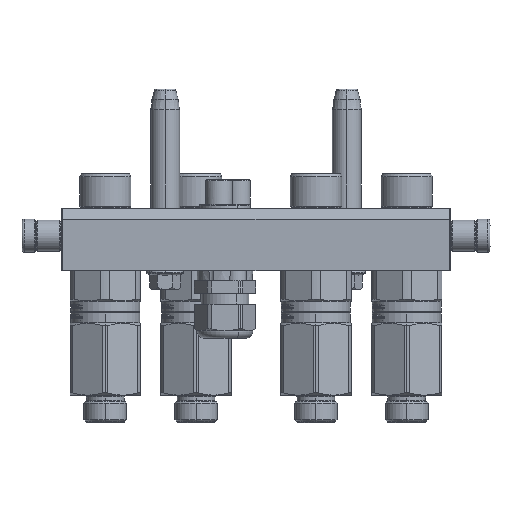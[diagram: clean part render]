
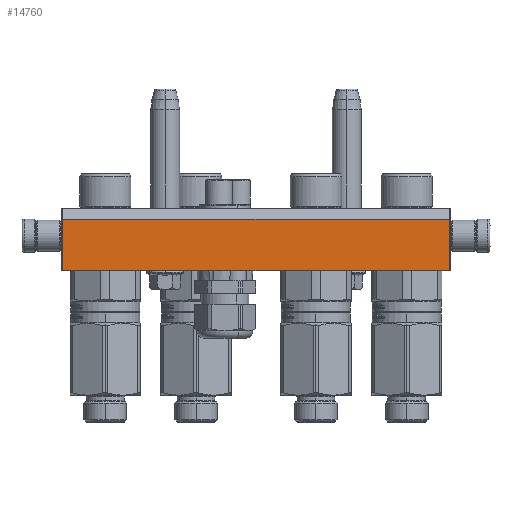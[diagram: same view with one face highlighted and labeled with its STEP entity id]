
A CAD part, left-side view. The second image highlights one B-rep face of the part: STEP entity #14760.
In plain terms, the highlighted face is planar.
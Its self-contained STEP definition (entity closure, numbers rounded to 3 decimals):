
#1012 = CARTESIAN_POINT ( 'NONE',  ( -93.5, -10., -45. ) ) ;
#3565 = ORIENTED_EDGE ( 'NONE', *, *, #36301, .F. ) ;
#4347 = EDGE_CURVE ( 'NONE', #48255, #60370, #22872, .T. ) ;
#4565 = PLANE ( 'NONE',  #55018 ) ;
#7644 = CARTESIAN_POINT ( 'NONE',  ( -93.5, -10., -45. ) ) ;
#10230 = LINE ( 'NONE', #1012, #25755 ) ;
#10847 = CARTESIAN_POINT ( 'NONE',  ( 93.5, 15., -45. ) ) ;
#13172 = LINE ( 'NONE', #82616, #59006 ) ;
#14760 = ADVANCED_FACE ( 'NONE', ( #30669 ), #4565, .T. ) ;
#15453 = DIRECTION ( 'NONE',  ( 1., 0., 0. ) ) ;
#15990 = ORIENTED_EDGE ( 'NONE', *, *, #4347, .T. ) ;
#22872 = LINE ( 'NONE', #7644, #35325 ) ;
#25755 = VECTOR ( 'NONE', #15453, 1000. ) ;
#28591 = CARTESIAN_POINT ( 'NONE',  ( 93.5, 15., -45. ) ) ;
#29972 = DIRECTION ( 'NONE',  ( 0., 1., 0. ) ) ;
#30669 = FACE_OUTER_BOUND ( 'NONE', #43920, .T. ) ;
#35325 = VECTOR ( 'NONE', #60484, 1000. ) ;
#36301 = EDGE_CURVE ( 'NONE', #48255, #41264, #10230, .T. ) ;
#41264 = VERTEX_POINT ( 'NONE', #53737 ) ;
#42741 = LINE ( 'NONE', #10847, #46873 ) ;
#43920 = EDGE_LOOP ( 'NONE', ( #77657, #73092, #3565, #15990 ) ) ;
#46873 = VECTOR ( 'NONE', #64006, 1000. ) ;
#48255 = VERTEX_POINT ( 'NONE', #58959 ) ;
#50451 = VERTEX_POINT ( 'NONE', #28591 ) ;
#53737 = CARTESIAN_POINT ( 'NONE',  ( 93.5, -10., -45. ) ) ;
#55018 = AXIS2_PLACEMENT_3D ( 'NONE', #70504, #77745, #57949 ) ;
#55424 = EDGE_CURVE ( 'NONE', #41264, #50451, #13172, .T. ) ;
#57949 = DIRECTION ( 'NONE',  ( -1., 0., 0. ) ) ;
#58959 = CARTESIAN_POINT ( 'NONE',  ( -93.5, -10., -45. ) ) ;
#59006 = VECTOR ( 'NONE', #29972, 1000. ) ;
#59923 = CARTESIAN_POINT ( 'NONE',  ( -93.5, 15., -45. ) ) ;
#60370 = VERTEX_POINT ( 'NONE', #59923 ) ;
#60484 = DIRECTION ( 'NONE',  ( 0., 1., 0. ) ) ;
#64006 = DIRECTION ( 'NONE',  ( -1., 0., 0. ) ) ;
#70504 = CARTESIAN_POINT ( 'NONE',  ( 94., -15., -45. ) ) ;
#73092 = ORIENTED_EDGE ( 'NONE', *, *, #55424, .F. ) ;
#77657 = ORIENTED_EDGE ( 'NONE', *, *, #80416, .F. ) ;
#77745 = DIRECTION ( 'NONE',  ( 0., 0., -1. ) ) ;
#80416 = EDGE_CURVE ( 'NONE', #50451, #60370, #42741, .T. ) ;
#82616 = CARTESIAN_POINT ( 'NONE',  ( 93.5, -10., -45. ) ) ;
